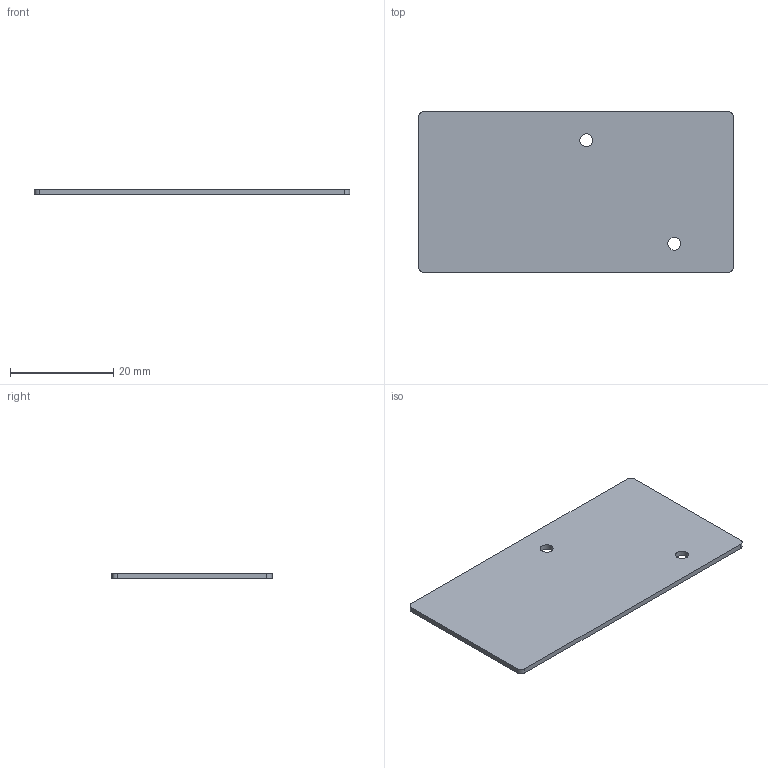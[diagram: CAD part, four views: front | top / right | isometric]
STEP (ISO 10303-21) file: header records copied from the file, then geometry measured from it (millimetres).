
FILE_DESCRIPTION(('FreeCAD Model'),'2;1');
FILE_NAME('Open CASCADE Shape Model','2024-06-10T14:25:00',(''),(''), 'Open CASCADE STEP processor 7.6','FreeCAD','Unknown');
FILE_SCHEMA(('AUTOMOTIVE_DESIGN { 1 0 10303 214 1 1 1 1 }'));
Length unit declared in the file: millimetre
Products named in the file (1): DisplayPlatePad
Bounding box: 61 x 31 x 1 mm (x, y, z)
Volume: 1880.3 mm3; surface area: 3958.6 mm2
Topology: 1 solids, 1 shells, 12 faces, 30 edges, 20 vertices
Faces by surface type: cylinder 6, plane 6
Full cylindrical faces by diameter (mm): 2.5 x2
Entity records: 396 total; most frequent: DIRECTION 68, CARTESIAN_POINT 63, ORIENTED_EDGE 60, EDGE_CURVE 30, AXIS2_PLACEMENT_3D 25, VERTEX_POINT 20, LINE 18, VECTOR 18
